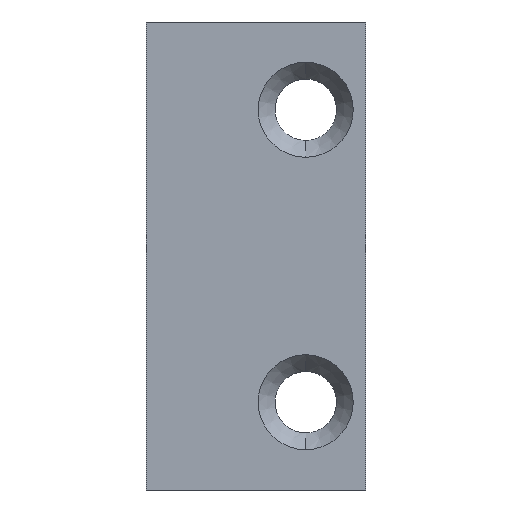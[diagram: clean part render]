
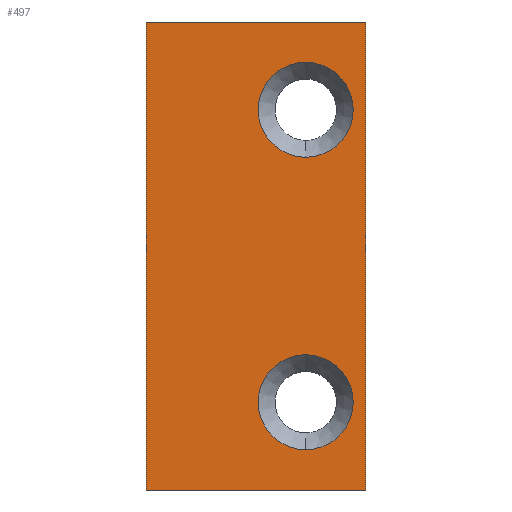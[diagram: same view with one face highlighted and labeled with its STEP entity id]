
A CAD part, front view. The second image highlights one B-rep face of the part: STEP entity #497.
In plain terms, the highlighted planar face has unit normal (0, -1, 0).
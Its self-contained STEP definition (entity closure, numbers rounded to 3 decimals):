
#1 = DIRECTION ( 'NONE',  ( 0., 0., -1. ) ) ;
#20 = ORIENTED_EDGE ( 'NONE', *, *, #135, .T. ) ;
#33 = LINE ( 'NONE', #462, #604 ) ;
#40 = EDGE_CURVE ( 'NONE', #147, #642, #228, .T. ) ;
#41 = CARTESIAN_POINT ( 'NONE',  ( 10.9, 0., 26. ) ) ;
#43 = CARTESIAN_POINT ( 'NONE',  ( 10.9, 0., 26. ) ) ;
#44 = DIRECTION ( 'NONE',  ( 1., 0., 0. ) ) ;
#55 = CARTESIAN_POINT ( 'NONE',  ( 0., 0., 32. ) ) ;
#89 = VECTOR ( 'NONE', #637, 1000. ) ;
#99 = VECTOR ( 'NONE', #598, 1000. ) ;
#108 = ORIENTED_EDGE ( 'NONE', *, *, #339, .T. ) ;
#117 = EDGE_CURVE ( 'NONE', #506, #645, #278, .T. ) ;
#121 = CIRCLE ( 'NONE', #618, 3.25 ) ;
#129 = DIRECTION ( 'NONE',  ( 0., 1., 0. ) ) ;
#135 = EDGE_CURVE ( 'NONE', #602, #294, #709, .T. ) ;
#147 = VERTEX_POINT ( 'NONE', #715 ) ;
#150 = LINE ( 'NONE', #471, #89 ) ;
#164 = PLANE ( 'NONE',  #571 ) ;
#170 = FACE_OUTER_BOUND ( 'NONE', #458, .T. ) ;
#171 = CARTESIAN_POINT ( 'NONE',  ( 15., 0., 32. ) ) ;
#194 = CARTESIAN_POINT ( 'NONE',  ( 0., 0., 32. ) ) ;
#206 = DIRECTION ( 'NONE',  ( 0., 0., -1. ) ) ;
#211 = ORIENTED_EDGE ( 'NONE', *, *, #310, .T. ) ;
#212 = CARTESIAN_POINT ( 'NONE',  ( 10.9, 0., 2.75 ) ) ;
#221 = CARTESIAN_POINT ( 'NONE',  ( 10.9, 0., 9.25 ) ) ;
#224 = LINE ( 'NONE', #55, #461 ) ;
#227 = VERTEX_POINT ( 'NONE', #390 ) ;
#228 = CIRCLE ( 'NONE', #713, 3.25 ) ;
#253 = DIRECTION ( 'NONE',  ( 0., 1., 0. ) ) ;
#270 = DIRECTION ( 'NONE',  ( 0., 1., 0. ) ) ;
#278 = CIRCLE ( 'NONE', #590, 3.25 ) ;
#290 = CIRCLE ( 'NONE', #700, 3.25 ) ;
#294 = VERTEX_POINT ( 'NONE', #194 ) ;
#302 = DIRECTION ( 'NONE',  ( 0., 1., 0. ) ) ;
#310 = EDGE_CURVE ( 'NONE', #227, #699, #33, .T. ) ;
#319 = CARTESIAN_POINT ( 'NONE',  ( 10.9, 0., 29.25 ) ) ;
#321 = EDGE_CURVE ( 'NONE', #642, #147, #290, .T. ) ;
#339 = EDGE_CURVE ( 'NONE', #699, #602, #150, .T. ) ;
#390 = CARTESIAN_POINT ( 'NONE',  ( 0., 0., 0. ) ) ;
#397 = ORIENTED_EDGE ( 'NONE', *, *, #321, .T. ) ;
#418 = FACE_BOUND ( 'NONE', #425, .T. ) ;
#425 = EDGE_LOOP ( 'NONE', ( #512, #577 ) ) ;
#435 = EDGE_LOOP ( 'NONE', ( #607, #397 ) ) ;
#458 = EDGE_LOOP ( 'NONE', ( #20, #660, #211, #108 ) ) ;
#461 = VECTOR ( 'NONE', #479, 1000. ) ;
#462 = CARTESIAN_POINT ( 'NONE',  ( 0., 0., 0. ) ) ;
#471 = CARTESIAN_POINT ( 'NONE',  ( 15., 0., 0. ) ) ;
#479 = DIRECTION ( 'NONE',  ( 0., 0., -1. ) ) ;
#497 = ADVANCED_FACE ( 'NONE', ( #418, #646, #170 ), #164, .T. ) ;
#506 = VERTEX_POINT ( 'NONE', #212 ) ;
#512 = ORIENTED_EDGE ( 'NONE', *, *, #117, .T. ) ;
#527 = DIRECTION ( 'NONE',  ( 0., 0., -1. ) ) ;
#536 = CARTESIAN_POINT ( 'NONE',  ( 0., 0., 0. ) ) ;
#538 = DIRECTION ( 'NONE',  ( 0., 0., 1. ) ) ;
#541 = CARTESIAN_POINT ( 'NONE',  ( 10.9, 0., 6. ) ) ;
#555 = EDGE_CURVE ( 'NONE', #294, #227, #224, .T. ) ;
#571 = AXIS2_PLACEMENT_3D ( 'NONE', #536, #708, #538 ) ;
#577 = ORIENTED_EDGE ( 'NONE', *, *, #665, .T. ) ;
#590 = AXIS2_PLACEMENT_3D ( 'NONE', #541, #270, #1 ) ;
#598 = DIRECTION ( 'NONE',  ( -1., 0., 0. ) ) ;
#602 = VERTEX_POINT ( 'NONE', #653 ) ;
#604 = VECTOR ( 'NONE', #44, 1000. ) ;
#607 = ORIENTED_EDGE ( 'NONE', *, *, #40, .T. ) ;
#618 = AXIS2_PLACEMENT_3D ( 'NONE', #626, #129, #670 ) ;
#621 = CARTESIAN_POINT ( 'NONE',  ( 15., 0., 0. ) ) ;
#626 = CARTESIAN_POINT ( 'NONE',  ( 10.9, 0., 6. ) ) ;
#637 = DIRECTION ( 'NONE',  ( 0., 0., 1. ) ) ;
#642 = VERTEX_POINT ( 'NONE', #319 ) ;
#645 = VERTEX_POINT ( 'NONE', #221 ) ;
#646 = FACE_BOUND ( 'NONE', #435, .T. ) ;
#653 = CARTESIAN_POINT ( 'NONE',  ( 15., 0., 32. ) ) ;
#660 = ORIENTED_EDGE ( 'NONE', *, *, #555, .T. ) ;
#665 = EDGE_CURVE ( 'NONE', #645, #506, #121, .T. ) ;
#670 = DIRECTION ( 'NONE',  ( 0., 0., -1. ) ) ;
#699 = VERTEX_POINT ( 'NONE', #621 ) ;
#700 = AXIS2_PLACEMENT_3D ( 'NONE', #41, #302, #527 ) ;
#708 = DIRECTION ( 'NONE',  ( 0., -1., 0. ) ) ;
#709 = LINE ( 'NONE', #171, #99 ) ;
#713 = AXIS2_PLACEMENT_3D ( 'NONE', #43, #253, #206 ) ;
#715 = CARTESIAN_POINT ( 'NONE',  ( 10.9, 0., 22.75 ) ) ;
